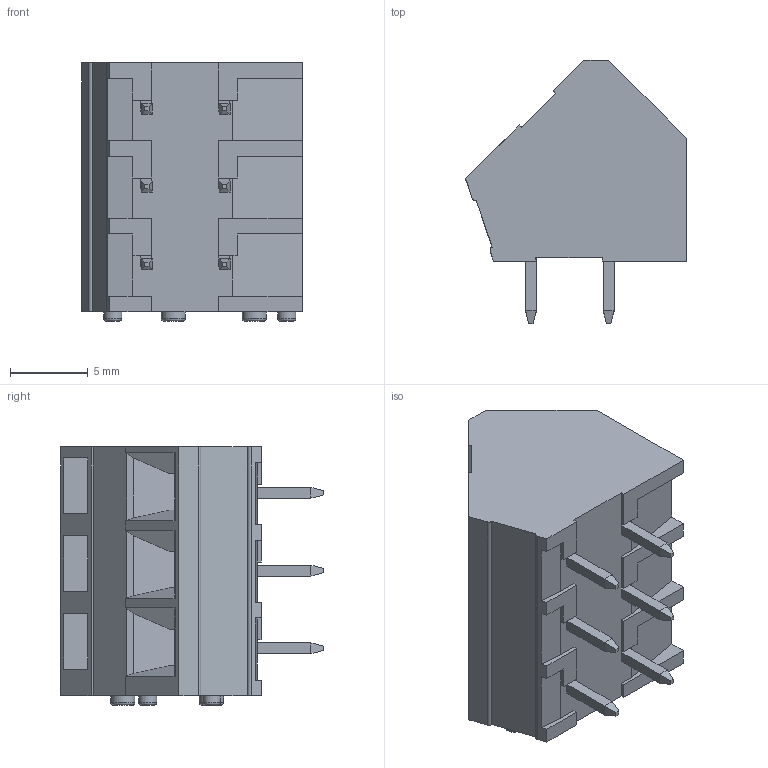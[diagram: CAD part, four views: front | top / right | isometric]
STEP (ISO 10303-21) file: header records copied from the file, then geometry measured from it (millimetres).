
FILE_DESCRIPTION(/* description */ (''),/* implementation_level */ '2;1');
FILE_NAME(/* name */ '10692.1_PZK3000_3_50.stp',/* time_stamp */ '2016-01-27T09:58:12+01:00',/* author */ ('hwolters'),/* organization */ (''),/* preprocessor_version */ 'ST-DEVELOPER v16.1',/* originating_system */ 'Autodesk Inventor 2016',/* authorisation */ '');
FILE_SCHEMA (('AUTOMOTIVE_DESIGN { 1 0 10303 214 3 1 1 }'));
Length unit declared in the file: millimetre
Products named in the file (1): 10692.1_PZK3000_3_50
Bounding box: 14.2 x 16.9 x 16.6 mm (x, y, z)
Volume: 1892.3 mm3; surface area: 1369.6 mm2
Topology: 1 solids, 1 shells, 212 faces, 569 edges, 363 vertices
Faces by surface type: plane 202, cylinder 6, torus 4
Full cylindrical faces by diameter (mm): 1.16 x2, 1.56 x2
Entity records: 6433 total; most frequent: CARTESIAN_POINT 1137, ORIENTED_EDGE 1122, DIRECTION 1003, EDGE_CURVE 561, LINE 545, VECTOR 545, VERTEX_POINT 363, EDGE_LOOP 230
